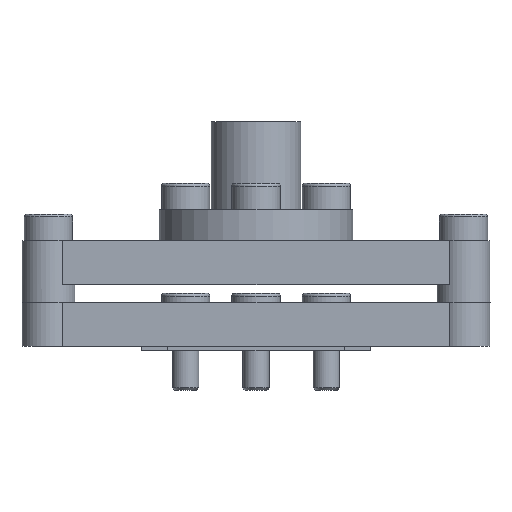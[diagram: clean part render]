
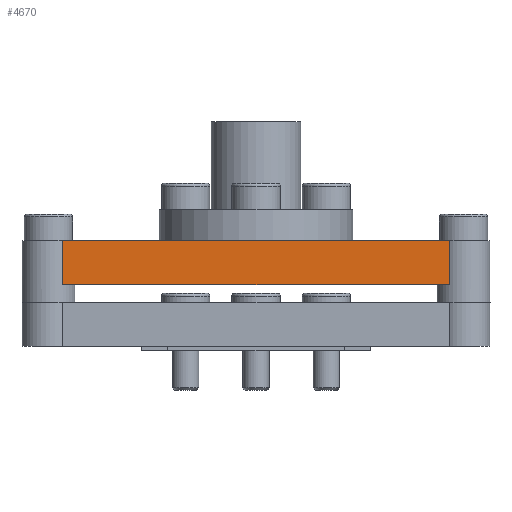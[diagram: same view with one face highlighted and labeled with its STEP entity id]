
A CAD part, left-side view. The second image highlights one B-rep face of the part: STEP entity #4670.
In plain terms, the highlighted planar face has unit normal (-1, 0, 0).
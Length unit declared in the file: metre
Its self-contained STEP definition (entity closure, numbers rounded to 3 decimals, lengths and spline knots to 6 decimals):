
#583=ORIENTED_EDGE('',*,*,#1818,.F.);
#584=ORIENTED_EDGE('',*,*,#1819,.T.);
#585=ORIENTED_EDGE('',*,*,#1820,.T.);
#586=ORIENTED_EDGE('',*,*,#1821,.T.);
#1818=EDGE_CURVE('',#2432,#2433,#2897,.T.);
#1819=EDGE_CURVE('',#2432,#2434,#2898,.F.);
#1820=EDGE_CURVE('',#2434,#2435,#2899,.T.);
#1821=EDGE_CURVE('',#2435,#2433,#2900,.T.);
#2432=VERTEX_POINT('',#6960);
#2433=VERTEX_POINT('',#6961);
#2434=VERTEX_POINT('',#6963);
#2435=VERTEX_POINT('',#6965);
#2897=LINE('',#6959,#3377);
#2898=LINE('',#6962,#3378);
#2899=LINE('',#6964,#3379);
#2900=LINE('',#6966,#3380);
#3377=VECTOR('',#5661,1.);
#3378=VECTOR('',#5662,1.);
#3379=VECTOR('',#5663,1.);
#3380=VECTOR('',#5664,1.);
#3767=EDGE_LOOP('',(#583,#584,#585,#586));
#4134=FACE_BOUND('',#3767,.T.);
#4474=PLANE('',#5008);
#4670=ADVANCED_FACE('',(#4134),#4474,.T.);
#5008=AXIS2_PLACEMENT_3D('',#6958,#5659,#5660);
#5659=DIRECTION('',(-1.,0.,0.));
#5660=DIRECTION('',(0.,0.,1.));
#5661=DIRECTION('',(0.,1.,0.));
#5662=DIRECTION('',(0.,0.,-1.));
#5663=DIRECTION('',(0.,1.,0.));
#5664=DIRECTION('',(0.,0.,-1.));
#6958=CARTESIAN_POINT('',(-0.02609,-0.010545,0.012002));
#6959=CARTESIAN_POINT('',(-0.02609,-0.010545,0.007));
#6960=CARTESIAN_POINT('',(-0.02609,-0.021932,0.007));
#6961=CARTESIAN_POINT('',(-0.02609,0.021932,0.007));
#6962=CARTESIAN_POINT('',(-0.02609,-0.021932,0.012002));
#6963=CARTESIAN_POINT('',(-0.02609,-0.021932,0.012));
#6964=CARTESIAN_POINT('',(-0.02609,-0.010545,0.012));
#6965=CARTESIAN_POINT('',(-0.02609,0.021932,0.012));
#6966=CARTESIAN_POINT('',(-0.02609,0.021932,0.012002));
